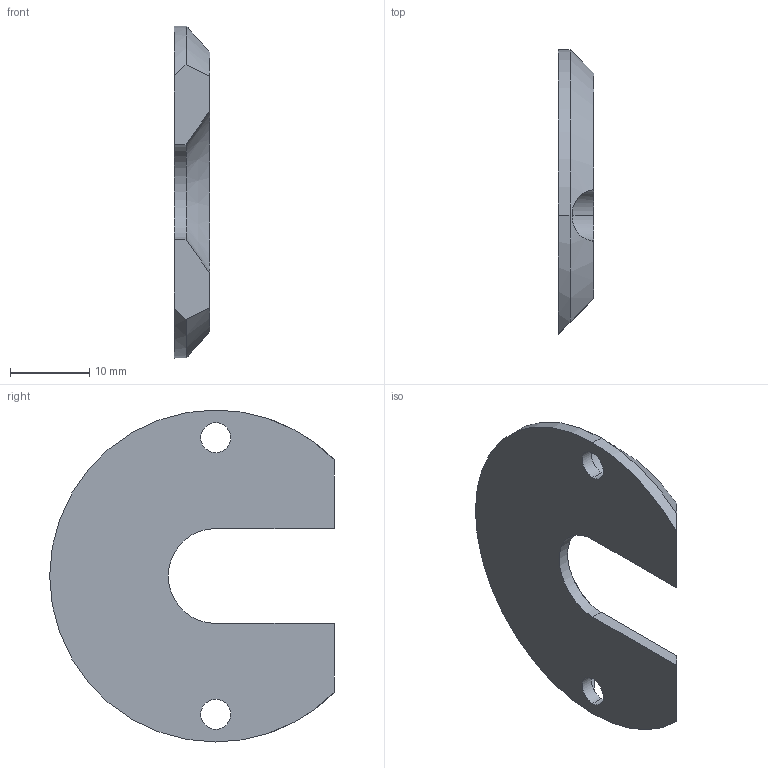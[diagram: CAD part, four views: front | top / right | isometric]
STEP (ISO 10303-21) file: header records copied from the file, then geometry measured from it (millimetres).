
FILE_DESCRIPTION (( 'STEP AP203' ), '1' );
FILE_NAME ('P32_Wheel_Fixing_Plate_U_Shape_Default.step', '2020-03-06T13:30:19', ( '' ), ( '' ), 'SwSTEP 2.0', 'SolidWorks 2018', '' );
FILE_SCHEMA (( 'CONFIG_CONTROL_DESIGN' ));
Length unit declared in the file: millimetre
Products named in the file (1): P32_Wheel_Fixing_Plate_U_Shape_Default
Bounding box: 4.5 x 36 x 42 mm (x, y, z)
Volume: 3533.6 mm3; surface area: 2521.5 mm2
Topology: 1 solids, 1 shells, 26 faces, 66 edges, 42 vertices
Faces by surface type: cylinder 12, plane 10, cone 4
Entity records: 933 total; most frequent: CARTESIAN_POINT 211, DIRECTION 140, ORIENTED_EDGE 132, EDGE_CURVE 66, AXIS2_PLACEMENT_3D 55, VERTEX_POINT 42, VECTOR 30, LINE 30
